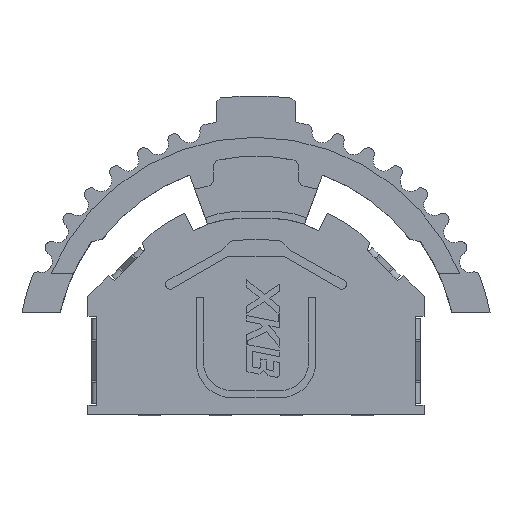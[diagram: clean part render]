
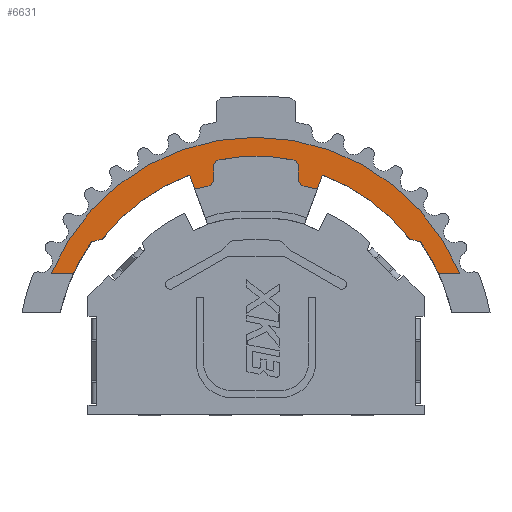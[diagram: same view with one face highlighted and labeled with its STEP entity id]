
A CAD part, top view. The second image highlights one B-rep face of the part: STEP entity #6631.
In plain terms, the highlighted planar face has unit normal (0, 0, 1).
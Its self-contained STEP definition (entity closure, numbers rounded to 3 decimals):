
#6631 = ADVANCED_FACE('',(#6632),#6804,.F.);
#6632 = FACE_BOUND('',#6633,.T.);
#6633 = EDGE_LOOP('',(#6634,#6644,#6653,#6662,#6671,#6679,#6688,#6696,
    #6704,#6713,#6721,#6730,#6738,#6747,#6755,#6764,#6772,#6781,#6789,
    #6797));
#6634 = ORIENTED_EDGE('',*,*,#6635,.F.);
#6635 = EDGE_CURVE('',#6636,#6638,#6640,.T.);
#6636 = VERTEX_POINT('',#6637);
#6637 = CARTESIAN_POINT('',(-1.195,5.753,2.05));
#6638 = VERTEX_POINT('',#6639);
#6639 = CARTESIAN_POINT('',(-1.195,5.401,2.05));
#6640 = LINE('',#6641,#6642);
#6641 = CARTESIAN_POINT('',(-1.195,5.753,2.05));
#6642 = VECTOR('',#6643,1.);
#6643 = DIRECTION('',(0.,-1.,-0.));
#6644 = ORIENTED_EDGE('',*,*,#6645,.T.);
#6645 = EDGE_CURVE('',#6636,#6646,#6648,.T.);
#6646 = VERTEX_POINT('',#6647);
#6647 = CARTESIAN_POINT('',(-1.037,5.949,2.05));
#6648 = CIRCLE('',#6649,0.2);
#6649 = AXIS2_PLACEMENT_3D('',#6650,#6651,#6652);
#6650 = CARTESIAN_POINT('',(-0.995,5.753,2.05));
#6651 = DIRECTION('',(0.,0.,-1.));
#6652 = DIRECTION('',(-1.,0.,0.));
#6653 = ORIENTED_EDGE('',*,*,#6654,.F.);
#6654 = EDGE_CURVE('',#6655,#6646,#6657,.T.);
#6655 = VERTEX_POINT('',#6656);
#6656 = CARTESIAN_POINT('',(1.037,5.949,2.05));
#6657 = CIRCLE('',#6658,4.9);
#6658 = AXIS2_PLACEMENT_3D('',#6659,#6660,#6661);
#6659 = CARTESIAN_POINT('',(0.,1.16,2.05));
#6660 = DIRECTION('',(0.,0.,1.));
#6661 = DIRECTION('',(0.212,0.977,0.)
  );
#6662 = ORIENTED_EDGE('',*,*,#6663,.T.);
#6663 = EDGE_CURVE('',#6655,#6664,#6666,.T.);
#6664 = VERTEX_POINT('',#6665);
#6665 = CARTESIAN_POINT('',(1.195,5.753,2.05));
#6666 = CIRCLE('',#6667,0.2);
#6667 = AXIS2_PLACEMENT_3D('',#6668,#6669,#6670);
#6668 = CARTESIAN_POINT('',(0.995,5.753,2.05));
#6669 = DIRECTION('',(0.,0.,-1.));
#6670 = DIRECTION('',(0.212,0.977,0.)
  );
#6671 = ORIENTED_EDGE('',*,*,#6672,.F.);
#6672 = EDGE_CURVE('',#6673,#6664,#6675,.T.);
#6673 = VERTEX_POINT('',#6674);
#6674 = CARTESIAN_POINT('',(1.195,5.401,2.05));
#6675 = LINE('',#6676,#6677);
#6676 = CARTESIAN_POINT('',(1.195,5.401,2.05));
#6677 = VECTOR('',#6678,1.);
#6678 = DIRECTION('',(0.,1.,0.));
#6679 = ORIENTED_EDGE('',*,*,#6680,.T.);
#6680 = EDGE_CURVE('',#6673,#6681,#6683,.T.);
#6681 = VERTEX_POINT('',#6682);
#6682 = CARTESIAN_POINT('',(1.352,5.206,2.05));
#6683 = CIRCLE('',#6684,0.2);
#6684 = AXIS2_PLACEMENT_3D('',#6685,#6686,#6687);
#6685 = CARTESIAN_POINT('',(1.395,5.401,2.05));
#6686 = DIRECTION('',(0.,-0.,1.));
#6687 = DIRECTION('',(-1.,0.,0.));
#6688 = ORIENTED_EDGE('',*,*,#6689,.F.);
#6689 = EDGE_CURVE('',#6690,#6681,#6692,.T.);
#6690 = VERTEX_POINT('',#6691);
#6691 = CARTESIAN_POINT('',(1.72,5.126,2.05));
#6692 = LINE('',#6693,#6694);
#6693 = CARTESIAN_POINT('',(1.72,5.126,2.05));
#6694 = VECTOR('',#6695,1.);
#6695 = DIRECTION('',(-0.977,0.213,0.
    ));
#6696 = ORIENTED_EDGE('',*,*,#6697,.T.);
#6697 = EDGE_CURVE('',#6690,#6698,#6700,.T.);
#6698 = VERTEX_POINT('',#6699);
#6699 = CARTESIAN_POINT('',(1.864,5.521,2.05));
#6700 = LINE('',#6701,#6702);
#6701 = CARTESIAN_POINT('',(1.72,5.126,2.05));
#6702 = VECTOR('',#6703,1.);
#6703 = DIRECTION('',(0.342,0.94,0.)
  );
#6704 = ORIENTED_EDGE('',*,*,#6705,.T.);
#6705 = EDGE_CURVE('',#6698,#6706,#6708,.T.);
#6706 = VERTEX_POINT('',#6707);
#6707 = CARTESIAN_POINT('',(4.319,3.723,2.05));
#6708 = CIRCLE('',#6709,5.45);
#6709 = AXIS2_PLACEMENT_3D('',#6710,#6711,#6712);
#6710 = CARTESIAN_POINT('',(0.,0.4,2.05));
#6711 = DIRECTION('',(0.,0.,-1.));
#6712 = DIRECTION('',(0.342,0.94,0.)
  );
#6713 = ORIENTED_EDGE('',*,*,#6714,.T.);
#6714 = EDGE_CURVE('',#6706,#6715,#6717,.T.);
#6715 = VERTEX_POINT('',#6716);
#6716 = CARTESIAN_POINT('',(4.628,3.641,2.05));
#6717 = LINE('',#6718,#6719);
#6718 = CARTESIAN_POINT('',(4.319,3.723,2.05));
#6719 = VECTOR('',#6720,1.);
#6720 = DIRECTION('',(0.966,-0.259,0.)
  );
#6721 = ORIENTED_EDGE('',*,*,#6722,.T.);
#6722 = EDGE_CURVE('',#6715,#6723,#6725,.T.);
#6723 = VERTEX_POINT('',#6724);
#6724 = CARTESIAN_POINT('',(5.136,2.754,2.05));
#6725 = CIRCLE('',#6726,5.65);
#6726 = AXIS2_PLACEMENT_3D('',#6727,#6728,#6729);
#6727 = CARTESIAN_POINT('',(0.,0.4,2.05));
#6728 = DIRECTION('',(0.,0.,-1.));
#6729 = DIRECTION('',(0.819,0.574,0.)
  );
#6730 = ORIENTED_EDGE('',*,*,#6731,.F.);
#6731 = EDGE_CURVE('',#6732,#6723,#6734,.T.);
#6732 = VERTEX_POINT('',#6733);
#6733 = CARTESIAN_POINT('',(5.733,2.754,2.05));
#6734 = LINE('',#6735,#6736);
#6735 = CARTESIAN_POINT('',(5.733,2.754,2.05));
#6736 = VECTOR('',#6737,1.);
#6737 = DIRECTION('',(-1.,0.,0.));
#6738 = ORIENTED_EDGE('',*,*,#6739,.T.);
#6739 = EDGE_CURVE('',#6732,#6740,#6742,.T.);
#6740 = VERTEX_POINT('',#6741);
#6741 = CARTESIAN_POINT('',(-5.758,2.754,2.05));
#6742 = CIRCLE('',#6743,6.224);
#6743 = AXIS2_PLACEMENT_3D('',#6744,#6745,#6746);
#6744 = CARTESIAN_POINT('',(-0.013,0.36,2.05));
#6745 = DIRECTION('',(0.,0.,1.));
#6746 = DIRECTION('',(0.923,0.385,0.)
  );
#6747 = ORIENTED_EDGE('',*,*,#6748,.F.);
#6748 = EDGE_CURVE('',#6749,#6740,#6751,.T.);
#6749 = VERTEX_POINT('',#6750);
#6750 = CARTESIAN_POINT('',(-5.136,2.754,2.05));
#6751 = LINE('',#6752,#6753);
#6752 = CARTESIAN_POINT('',(-5.136,2.754,2.05));
#6753 = VECTOR('',#6754,1.);
#6754 = DIRECTION('',(-1.,0.,0.));
#6755 = ORIENTED_EDGE('',*,*,#6756,.T.);
#6756 = EDGE_CURVE('',#6749,#6757,#6759,.T.);
#6757 = VERTEX_POINT('',#6758);
#6758 = CARTESIAN_POINT('',(-4.628,3.641,2.05));
#6759 = CIRCLE('',#6760,5.65);
#6760 = AXIS2_PLACEMENT_3D('',#6761,#6762,#6763);
#6761 = CARTESIAN_POINT('',(0.,0.4,2.05));
#6762 = DIRECTION('',(0.,0.,-1.));
#6763 = DIRECTION('',(-0.909,0.417,0.
    ));
#6764 = ORIENTED_EDGE('',*,*,#6765,.T.);
#6765 = EDGE_CURVE('',#6757,#6766,#6768,.T.);
#6766 = VERTEX_POINT('',#6767);
#6767 = CARTESIAN_POINT('',(-4.319,3.723,2.05));
#6768 = LINE('',#6769,#6770);
#6769 = CARTESIAN_POINT('',(-4.628,3.641,2.05));
#6770 = VECTOR('',#6771,1.);
#6771 = DIRECTION('',(0.966,0.259,0.)
  );
#6772 = ORIENTED_EDGE('',*,*,#6773,.T.);
#6773 = EDGE_CURVE('',#6766,#6774,#6776,.T.);
#6774 = VERTEX_POINT('',#6775);
#6775 = CARTESIAN_POINT('',(-1.864,5.521,2.05));
#6776 = CIRCLE('',#6777,5.45);
#6777 = AXIS2_PLACEMENT_3D('',#6778,#6779,#6780);
#6778 = CARTESIAN_POINT('',(0.,0.4,2.05));
#6779 = DIRECTION('',(0.,0.,-1.));
#6780 = DIRECTION('',(-0.793,0.61,0.
    ));
#6781 = ORIENTED_EDGE('',*,*,#6782,.T.);
#6782 = EDGE_CURVE('',#6774,#6783,#6785,.T.);
#6783 = VERTEX_POINT('',#6784);
#6784 = CARTESIAN_POINT('',(-1.72,5.126,2.05));
#6785 = LINE('',#6786,#6787);
#6786 = CARTESIAN_POINT('',(-1.864,5.521,2.05));
#6787 = VECTOR('',#6788,1.);
#6788 = DIRECTION('',(0.342,-0.94,0.)
  );
#6789 = ORIENTED_EDGE('',*,*,#6790,.F.);
#6790 = EDGE_CURVE('',#6791,#6783,#6793,.T.);
#6791 = VERTEX_POINT('',#6792);
#6792 = CARTESIAN_POINT('',(-1.352,5.206,2.05));
#6793 = LINE('',#6794,#6795);
#6794 = CARTESIAN_POINT('',(-1.352,5.206,2.05));
#6795 = VECTOR('',#6796,1.);
#6796 = DIRECTION('',(-0.977,-0.213,
    0.));
#6797 = ORIENTED_EDGE('',*,*,#6798,.T.);
#6798 = EDGE_CURVE('',#6791,#6638,#6799,.T.);
#6799 = CIRCLE('',#6800,0.2);
#6800 = AXIS2_PLACEMENT_3D('',#6801,#6802,#6803);
#6801 = CARTESIAN_POINT('',(-1.395,5.401,2.05));
#6802 = DIRECTION('',(0.,0.,1.));
#6803 = DIRECTION('',(0.213,-0.977,0.)
  );
#6804 = PLANE('',#6805);
#6805 = AXIS2_PLACEMENT_3D('',#6806,#6807,#6808);
#6806 = CARTESIAN_POINT('',(0.,-1.2,2.05));
#6807 = DIRECTION('',(0.,0.,-1.));
#6808 = DIRECTION('',(-1.,0.,0.));
